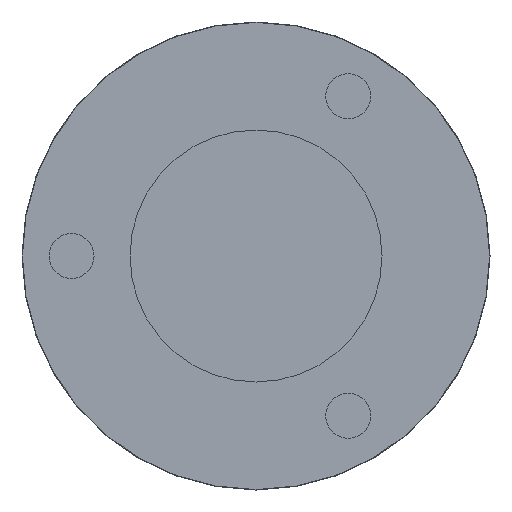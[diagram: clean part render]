
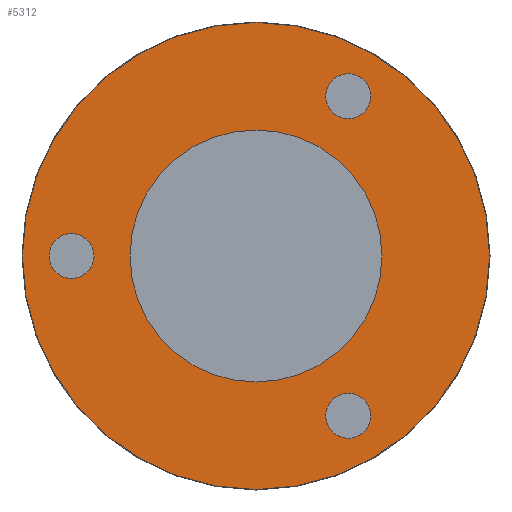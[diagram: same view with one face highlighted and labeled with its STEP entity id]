
A CAD part, front view. The second image highlights one B-rep face of the part: STEP entity #5312.
In plain terms, the highlighted planar face has unit normal (0, -1, 0).
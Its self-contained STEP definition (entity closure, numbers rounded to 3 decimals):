
#5250=CARTESIAN_POINT('',(-14.,-3.8,0.));
#5251=VERTEX_POINT('',#5250);
#5252=CARTESIAN_POINT('',(0.0,-3.8,0.));
#5253=DIRECTION('',(0.0,1.0,0.0));
#5254=DIRECTION('',(1.0,0.0,0.0));
#5255=AXIS2_PLACEMENT_3D('',#5252,#5253,#5254);
#5256=CIRCLE('',#5255,14.);
#5257=EDGE_CURVE('',#5251,#5251,#5256,.T.);
#5278=CARTESIAN_POINT('',(-25.95,-3.8,0.));
#5279=VERTEX_POINT('',#5278);
#5280=CARTESIAN_POINT('',(0.0,-3.8,0.));
#5281=DIRECTION('',(0.0,1.0,0.0));
#5282=DIRECTION('',(1.0,0.0,0.0));
#5283=AXIS2_PLACEMENT_3D('',#5280,#5281,#5282);
#5284=CIRCLE('',#5283,25.95);
#5285=EDGE_CURVE('',#5279,#5279,#5284,.T.);
#5301=CARTESIAN_POINT('',(0.0,-3.8,0.));
#5302=DIRECTION('',(0.0,1.0,0.0));
#5303=DIRECTION('',(1.0,0.0,0.0));
#5304=AXIS2_PLACEMENT_3D('',#5301,#5302,#5303);
#5305=PLANE('',#5304);
#5306=ORIENTED_EDGE('',*,*,#5285,.F.);
#5307=EDGE_LOOP('',(#5306));
#5308=FACE_OUTER_BOUND('',#5307,.T.);
#5309=ORIENTED_EDGE('',*,*,#5257,.T.);
#5310=EDGE_LOOP('',(#5309));
#5311=FACE_BOUND('',#5310,.T.);
#5312=ADVANCED_FACE('',(#5308,#5311),#5305,.F.);
